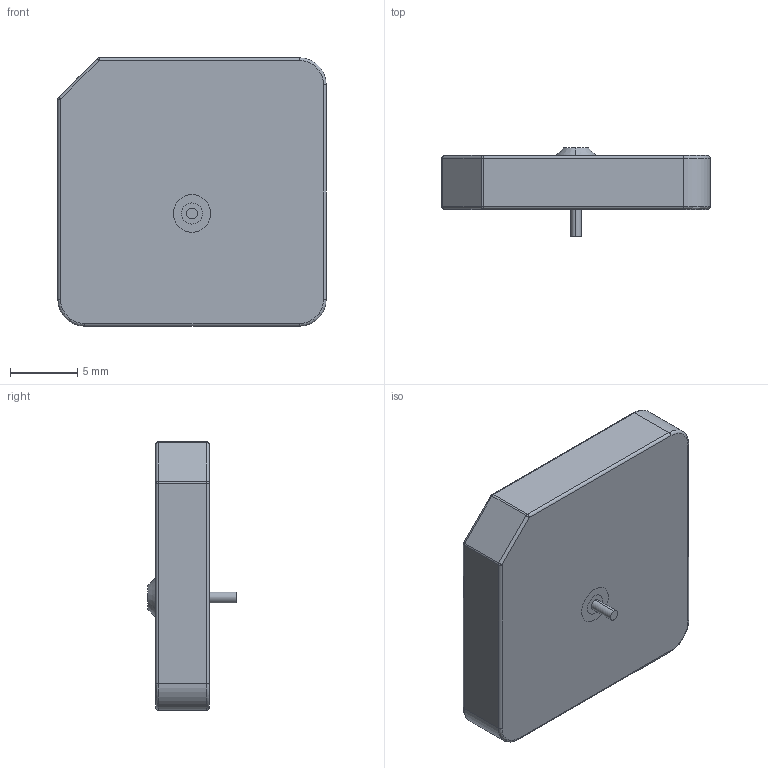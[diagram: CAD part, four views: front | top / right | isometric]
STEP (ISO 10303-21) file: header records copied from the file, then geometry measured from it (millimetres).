
FILE_DESCRIPTION (( 'STEP AP214' ), '1' );
FILE_NAME ('ANT-2.4-CPA.STEP', '2021-12-17T19:25:06', ( '' ), ( '' ), 'SwSTEP 2.0', 'SolidWorks 2017', '' );
FILE_SCHEMA (( 'AUTOMOTIVE_DESIGN' ));
Length unit declared in the file: millimetre
Products named in the file (1): ANT-2.4-CPA
Bounding box: 20 x 6.59 x 20 mm (x, y, z)
Volume: 1574.1 mm3; surface area: 1453.8 mm2
Topology: 8 solids, 8 shells, 99 faces, 206 edges, 128 vertices
Faces by surface type: cylinder 47, plane 40, bspline 10, cone 2
Entity records: 2851 total; most frequent: CARTESIAN_POINT 600, DIRECTION 476, ORIENTED_EDGE 408, EDGE_CURVE 204, AXIS2_PLACEMENT_3D 188, VERTEX_POINT 128, EDGE_LOOP 116, LINE 100
